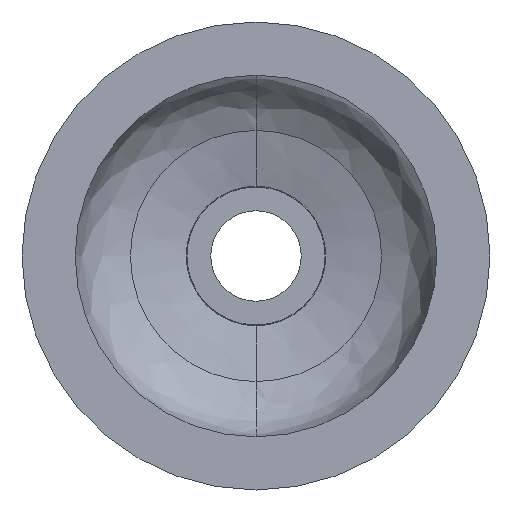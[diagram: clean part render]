
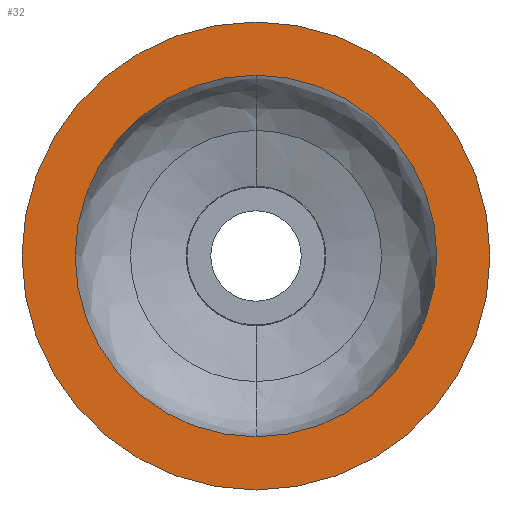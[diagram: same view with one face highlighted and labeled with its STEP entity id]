
A CAD part, front view. The second image highlights one B-rep face of the part: STEP entity #32.
In plain terms, the highlighted planar face has unit normal (0, -1, 0).
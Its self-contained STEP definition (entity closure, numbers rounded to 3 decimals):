
#3 = PLANE ( 'NONE',  #560 ) ;
#32 = ADVANCED_FACE ( 'NONE', ( #117, #514 ), #3, .F. ) ;
#61 = CARTESIAN_POINT ( 'NONE',  ( 0., 0., 0. ) ) ;
#67 = DIRECTION ( 'NONE',  ( 0., 0., 1. ) ) ;
#70 = DIRECTION ( 'NONE',  ( 0., 0., 1. ) ) ;
#73 = CARTESIAN_POINT ( 'NONE',  ( 0., 0., 0. ) ) ;
#102 = AXIS2_PLACEMENT_3D ( 'NONE', #484, #280, #431 ) ;
#111 = VERTEX_POINT ( 'NONE', #455 ) ;
#114 = AXIS2_PLACEMENT_3D ( 'NONE', #264, #116, #67 ) ;
#116 = DIRECTION ( 'NONE',  ( 0., 1., 0. ) ) ;
#117 = FACE_BOUND ( 'NONE', #198, .T. ) ;
#150 = CIRCLE ( 'NONE', #102, 17. ) ;
#166 = DIRECTION ( 'NONE',  ( 0., 0., 1. ) ) ;
#182 = EDGE_CURVE ( 'NONE', #285, #111, #360, .T. ) ;
#198 = EDGE_LOOP ( 'NONE', ( #634, #491 ) ) ;
#238 = ORIENTED_EDGE ( 'NONE', *, *, #511, .F. ) ;
#242 = CARTESIAN_POINT ( 'NONE',  ( 0., 0., 17. ) ) ;
#244 = EDGE_CURVE ( 'NONE', #371, #473, #267, .T. ) ;
#264 = CARTESIAN_POINT ( 'NONE',  ( 0., 0., 0. ) ) ;
#267 = CIRCLE ( 'NONE', #468, 17. ) ;
#280 = DIRECTION ( 'NONE',  ( 0., -1., 0. ) ) ;
#285 = VERTEX_POINT ( 'NONE', #357 ) ;
#321 = EDGE_LOOP ( 'NONE', ( #238, #444 ) ) ;
#357 = CARTESIAN_POINT ( 'NONE',  ( 0., 0., -22. ) ) ;
#360 = CIRCLE ( 'NONE', #114, 22. ) ;
#371 = VERTEX_POINT ( 'NONE', #550 ) ;
#406 = DIRECTION ( 'NONE',  ( 0., -1., 0. ) ) ;
#431 = DIRECTION ( 'NONE',  ( 0., 0., 1. ) ) ;
#441 = DIRECTION ( 'NONE',  ( 0., 1., 0. ) ) ;
#444 = ORIENTED_EDGE ( 'NONE', *, *, #182, .F. ) ;
#446 = AXIS2_PLACEMENT_3D ( 'NONE', #601, #565, #166 ) ;
#455 = CARTESIAN_POINT ( 'NONE',  ( 0., 0., 22. ) ) ;
#468 = AXIS2_PLACEMENT_3D ( 'NONE', #73, #406, #70 ) ;
#473 = VERTEX_POINT ( 'NONE', #242 ) ;
#484 = CARTESIAN_POINT ( 'NONE',  ( 0., 0., 0. ) ) ;
#491 = ORIENTED_EDGE ( 'NONE', *, *, #244, .F. ) ;
#511 = EDGE_CURVE ( 'NONE', #111, #285, #541, .T. ) ;
#514 = FACE_OUTER_BOUND ( 'NONE', #321, .T. ) ;
#541 = CIRCLE ( 'NONE', #446, 22. ) ;
#550 = CARTESIAN_POINT ( 'NONE',  ( 0., 0., -17. ) ) ;
#560 = AXIS2_PLACEMENT_3D ( 'NONE', #61, #441, #600 ) ;
#565 = DIRECTION ( 'NONE',  ( 0., 1., 0. ) ) ;
#600 = DIRECTION ( 'NONE',  ( 0., 0., 1. ) ) ;
#601 = CARTESIAN_POINT ( 'NONE',  ( 0., 0., 0. ) ) ;
#614 = EDGE_CURVE ( 'NONE', #473, #371, #150, .T. ) ;
#634 = ORIENTED_EDGE ( 'NONE', *, *, #614, .F. ) ;
